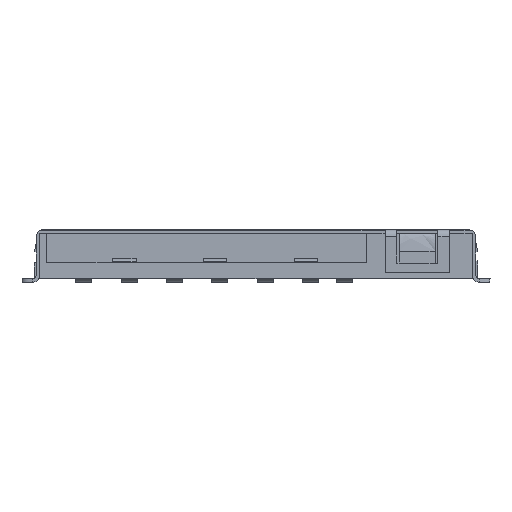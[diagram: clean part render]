
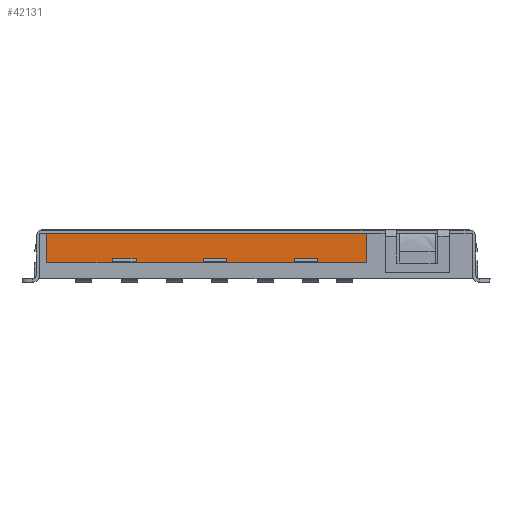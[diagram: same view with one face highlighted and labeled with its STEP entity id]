
A CAD part, front view. The second image highlights one B-rep face of the part: STEP entity #42131.
In plain terms, the highlighted planar face has unit normal (0, -1, 0).
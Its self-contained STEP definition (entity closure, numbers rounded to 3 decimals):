
#896 = EDGE_CURVE ( 'NONE', #3106, #23946, #8048, .T. ) ;
#1243 = CARTESIAN_POINT ( 'NONE',  ( -5.85, 6.45, 1.27 ) ) ;
#3106 = VERTEX_POINT ( 'NONE', #38205 ) ;
#4072 = CARTESIAN_POINT ( 'NONE',  ( 0., 6.45, 1.27 ) ) ;
#4530 = ORIENTED_EDGE ( 'NONE', *, *, #896, .T. ) ;
#4689 = CARTESIAN_POINT ( 'NONE',  ( -5.85, 6.45, 1.27 ) ) ;
#5543 = ORIENTED_EDGE ( 'NONE', *, *, #25485, .F. ) ;
#6024 = DIRECTION ( 'NONE',  ( -1., 0., 0. ) ) ;
#7534 = ORIENTED_EDGE ( 'NONE', *, *, #17619, .F. ) ;
#7703 = EDGE_CURVE ( 'NONE', #23946, #42830, #15710, .T. ) ;
#8048 = LINE ( 'NONE', #34760, #43693 ) ;
#10119 = DIRECTION ( 'NONE',  ( 0., 0., -1. ) ) ;
#11104 = VECTOR ( 'NONE', #23460, 1000. ) ;
#11750 = VECTOR ( 'NONE', #18816, 1000. ) ;
#12465 = EDGE_CURVE ( 'NONE', #17657, #3106, #29012, .T. ) ;
#13447 = VERTEX_POINT ( 'NONE', #18745 ) ;
#14020 = DIRECTION ( 'NONE',  ( -1., 0., 0. ) ) ;
#14240 = EDGE_CURVE ( 'NONE', #47470, #17657, #19044, .T. ) ;
#15587 = VECTOR ( 'NONE', #6024, 1000. ) ;
#15710 = LINE ( 'NONE', #30698, #11104 ) ;
#15779 = LINE ( 'NONE', #4689, #18501 ) ;
#17287 = CARTESIAN_POINT ( 'NONE',  ( 3.1, 6.45, 1.27 ) ) ;
#17619 = EDGE_CURVE ( 'NONE', #13447, #29952, #42782, .T. ) ;
#17657 = VERTEX_POINT ( 'NONE', #35021 ) ;
#18445 = VECTOR ( 'NONE', #14020, 1000. ) ;
#18501 = VECTOR ( 'NONE', #38276, 1000. ) ;
#18684 = DIRECTION ( 'NONE',  ( -1., 0., 0. ) ) ;
#18745 = CARTESIAN_POINT ( 'NONE',  ( 3.1, 6.45, 0.45 ) ) ;
#18816 = DIRECTION ( 'NONE',  ( -1., 0., 0. ) ) ;
#19044 = LINE ( 'NONE', #4072, #11750 ) ;
#22404 = FACE_OUTER_BOUND ( 'NONE', #28327, .T. ) ;
#23460 = DIRECTION ( 'NONE',  ( -1., 0., 0. ) ) ;
#23946 = VERTEX_POINT ( 'NONE', #37998 ) ;
#24414 = CARTESIAN_POINT ( 'NONE',  ( 0., 6.45, 0.45 ) ) ;
#25485 = EDGE_CURVE ( 'NONE', #47470, #13447, #39143, .T. ) ;
#25757 = ORIENTED_EDGE ( 'NONE', *, *, #14240, .T. ) ;
#28026 = CARTESIAN_POINT ( 'NONE',  ( 3.1, 6.45, 1.27 ) ) ;
#28327 = EDGE_LOOP ( 'NONE', ( #7534, #5543, #25757, #36606, #4530, #44803, #32490 ) ) ;
#29012 = LINE ( 'NONE', #32128, #18445 ) ;
#29952 = VERTEX_POINT ( 'NONE', #45728 ) ;
#30575 = CARTESIAN_POINT ( 'NONE',  ( 0., 6.45, 1.27 ) ) ;
#30698 = CARTESIAN_POINT ( 'NONE',  ( 0., 6.45, 1.27 ) ) ;
#32128 = CARTESIAN_POINT ( 'NONE',  ( 0., 6.45, 1.27 ) ) ;
#32490 = ORIENTED_EDGE ( 'NONE', *, *, #33098, .T. ) ;
#33098 = EDGE_CURVE ( 'NONE', #42830, #29952, #15779, .T. ) ;
#33190 = VECTOR ( 'NONE', #10119, 1000. ) ;
#34760 = CARTESIAN_POINT ( 'NONE',  ( 0., 6.45, 1.27 ) ) ;
#35021 = CARTESIAN_POINT ( 'NONE',  ( 2.734, 6.45, 1.27 ) ) ;
#36606 = ORIENTED_EDGE ( 'NONE', *, *, #12465, .T. ) ;
#37998 = CARTESIAN_POINT ( 'NONE',  ( 1.102, 6.45, 1.27 ) ) ;
#38205 = CARTESIAN_POINT ( 'NONE',  ( 1.594, 6.45, 1.27 ) ) ;
#38276 = DIRECTION ( 'NONE',  ( 0., 0., -1. ) ) ;
#39143 = LINE ( 'NONE', #28026, #33190 ) ;
#42131 = ADVANCED_FACE ( 'NONE', ( #22404 ), #47288, .T. ) ;
#42782 = LINE ( 'NONE', #24414, #15587 ) ;
#42830 = VERTEX_POINT ( 'NONE', #1243 ) ;
#43693 = VECTOR ( 'NONE', #18684, 1000. ) ;
#44803 = ORIENTED_EDGE ( 'NONE', *, *, #7703, .T. ) ;
#44845 = DIRECTION ( 'NONE',  ( 1., 0., 0. ) ) ;
#45280 = AXIS2_PLACEMENT_3D ( 'NONE', #30575, #45555, #44845 ) ;
#45555 = DIRECTION ( 'NONE',  ( 0., -1., 0. ) ) ;
#45728 = CARTESIAN_POINT ( 'NONE',  ( -5.85, 6.45, 0.45 ) ) ;
#47288 = PLANE ( 'NONE',  #45280 ) ;
#47470 = VERTEX_POINT ( 'NONE', #17287 ) ;
